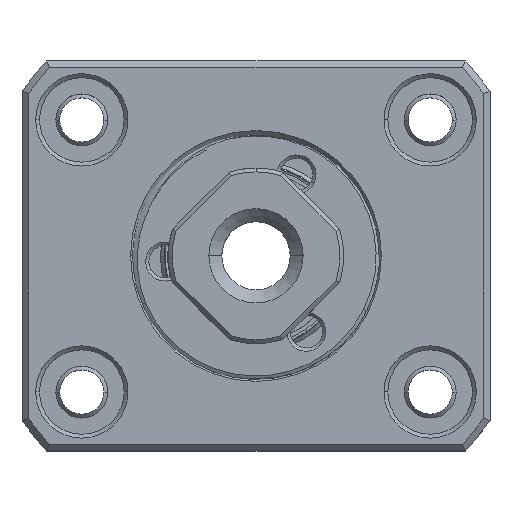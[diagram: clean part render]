
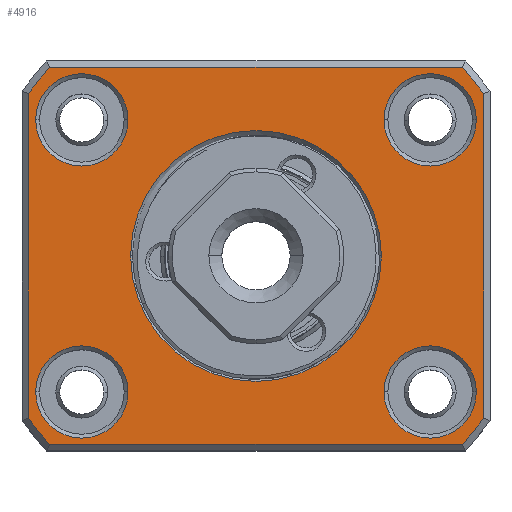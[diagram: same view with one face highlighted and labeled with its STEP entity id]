
A CAD part, top view. The second image highlights one B-rep face of the part: STEP entity #4916.
In plain terms, the highlighted planar face has unit normal (0, 0, 1).
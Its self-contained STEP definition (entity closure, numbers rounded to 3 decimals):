
#4074=CARTESIAN_POINT('',(-16.946,10.466,-0.));
#4075=VERTEX_POINT('',#4074);
#4082=CARTESIAN_POINT('',(-9.846,10.466,-0.));
#4083=VERTEX_POINT('',#4082);
#4084=CARTESIAN_POINT('',(-13.396,10.466,0.));
#4085=DIRECTION('',(0.,0.,-1.));
#4086=DIRECTION('',(1.,0.,0.));
#4087=AXIS2_PLACEMENT_3D('',#4084,#4085,#4086);
#4088=CIRCLE('',#4087,3.55);
#4089=EDGE_CURVE('',#4083,#4075,#4088,.T.);
#4148=CARTESIAN_POINT('',(-16.946,-10.466,-0.));
#4149=VERTEX_POINT('',#4148);
#4156=CARTESIAN_POINT('',(-9.846,-10.466,-0.));
#4157=VERTEX_POINT('',#4156);
#4158=CARTESIAN_POINT('',(-13.396,-10.466,0.));
#4159=DIRECTION('',(0.,0.,-1.));
#4160=DIRECTION('',(1.,0.,0.));
#4161=AXIS2_PLACEMENT_3D('',#4158,#4159,#4160);
#4162=CIRCLE('',#4161,3.55);
#4163=EDGE_CURVE('',#4157,#4149,#4162,.T.);
#4222=CARTESIAN_POINT('',(9.846,-10.466,-0.));
#4223=VERTEX_POINT('',#4222);
#4230=CARTESIAN_POINT('',(16.946,-10.466,-0.));
#4231=VERTEX_POINT('',#4230);
#4232=CARTESIAN_POINT('',(13.396,-10.466,0.));
#4233=DIRECTION('',(0.,0.,-1.));
#4234=DIRECTION('',(1.,0.,0.));
#4235=AXIS2_PLACEMENT_3D('',#4232,#4233,#4234);
#4236=CIRCLE('',#4235,3.55);
#4237=EDGE_CURVE('',#4231,#4223,#4236,.T.);
#4296=CARTESIAN_POINT('',(9.846,10.466,-0.));
#4297=VERTEX_POINT('',#4296);
#4304=CARTESIAN_POINT('',(16.946,10.466,-0.));
#4305=VERTEX_POINT('',#4304);
#4306=CARTESIAN_POINT('',(13.396,10.466,0.));
#4307=DIRECTION('',(0.,0.,-1.));
#4308=DIRECTION('',(1.,0.,0.));
#4309=AXIS2_PLACEMENT_3D('',#4306,#4307,#4308);
#4310=CIRCLE('',#4309,3.55);
#4311=EDGE_CURVE('',#4305,#4297,#4310,.T.);
#4396=CARTESIAN_POINT('',(-9.65,-0.,-0.));
#4397=VERTEX_POINT('',#4396);
#4404=CARTESIAN_POINT('',(9.65,0.,-0.));
#4405=VERTEX_POINT('',#4404);
#4406=CARTESIAN_POINT('',(0.,0.,0.));
#4407=DIRECTION('',(0.,0.,-1.));
#4408=DIRECTION('',(1.,0.,0.));
#4409=AXIS2_PLACEMENT_3D('',#4406,#4407,#4408);
#4410=CIRCLE('',#4409,9.65);
#4411=EDGE_CURVE('',#4405,#4397,#4410,.T.);
#4523=CARTESIAN_POINT('',(0.,0.,0.));
#4524=DIRECTION('',(0.,0.,-1.));
#4525=DIRECTION('',(1.,0.,0.));
#4526=AXIS2_PLACEMENT_3D('',#4523,#4524,#4525);
#4527=CIRCLE('',#4526,9.65);
#4528=EDGE_CURVE('',#4397,#4405,#4527,.T.);
#4595=CARTESIAN_POINT('',(13.396,10.466,0.));
#4596=DIRECTION('',(0.,0.,-1.));
#4597=DIRECTION('',(1.,0.,0.));
#4598=AXIS2_PLACEMENT_3D('',#4595,#4596,#4597);
#4599=CIRCLE('',#4598,3.55);
#4600=EDGE_CURVE('',#4297,#4305,#4599,.T.);
#4667=CARTESIAN_POINT('',(13.396,-10.466,0.));
#4668=DIRECTION('',(0.,0.,-1.));
#4669=DIRECTION('',(1.,0.,0.));
#4670=AXIS2_PLACEMENT_3D('',#4667,#4668,#4669);
#4671=CIRCLE('',#4670,3.55);
#4672=EDGE_CURVE('',#4223,#4231,#4671,.T.);
#4739=CARTESIAN_POINT('',(-13.396,-10.466,0.));
#4740=DIRECTION('',(0.,0.,-1.));
#4741=DIRECTION('',(1.,0.,0.));
#4742=AXIS2_PLACEMENT_3D('',#4739,#4740,#4741);
#4743=CIRCLE('',#4742,3.55);
#4744=EDGE_CURVE('',#4149,#4157,#4743,.T.);
#4811=CARTESIAN_POINT('',(-13.396,10.466,0.));
#4812=DIRECTION('',(0.,0.,-1.));
#4813=DIRECTION('',(1.,0.,0.));
#4814=AXIS2_PLACEMENT_3D('',#4811,#4812,#4813);
#4815=CIRCLE('',#4814,3.55);
#4816=EDGE_CURVE('',#4075,#4083,#4815,.T.);
#4821=CARTESIAN_POINT('',(9.,0.,0.));
#4822=DIRECTION('',(0.,0.,1.));
#4823=DIRECTION('',(1.,0.,0.));
#4824=AXIS2_PLACEMENT_3D('',#4821,#4822,#4823);
#4825=PLANE('',#4824);
#4826=ORIENTED_EDGE('',*,*,#4089,.T.);
#4827=ORIENTED_EDGE('',*,*,#4816,.T.);
#4828=EDGE_LOOP('',(#4826,#4827));
#4829=FACE_BOUND('',#4828,.T.);
#4830=ORIENTED_EDGE('',*,*,#4163,.T.);
#4831=ORIENTED_EDGE('',*,*,#4744,.T.);
#4832=EDGE_LOOP('',(#4830,#4831));
#4833=FACE_BOUND('',#4832,.T.);
#4834=ORIENTED_EDGE('',*,*,#4237,.T.);
#4835=ORIENTED_EDGE('',*,*,#4672,.T.);
#4836=EDGE_LOOP('',(#4834,#4835));
#4837=FACE_BOUND('',#4836,.T.);
#4838=ORIENTED_EDGE('',*,*,#4311,.T.);
#4839=ORIENTED_EDGE('',*,*,#4600,.T.);
#4840=EDGE_LOOP('',(#4838,#4839));
#4841=FACE_BOUND('',#4840,.T.);
#4842=ORIENTED_EDGE('',*,*,#4411,.T.);
#4843=ORIENTED_EDGE('',*,*,#4528,.T.);
#4844=EDGE_LOOP('',(#4842,#4843));
#4845=FACE_BOUND('',#4844,.T.);
#4846=CARTESIAN_POINT('',(15.875,14.5,0.));
#4847=VERTEX_POINT('',#4846);
#4848=CARTESIAN_POINT('',(-15.875,14.5,0.));
#4849=VERTEX_POINT('',#4848);
#4850=CARTESIAN_POINT('',(15.875,14.5,0.));
#4851=DIRECTION('',(-1.,0.,0.));
#4852=VECTOR('',#4851,31.749);
#4853=LINE('',#4850,#4852);
#4854=EDGE_CURVE('',#4847,#4849,#4853,.T.);
#4855=ORIENTED_EDGE('',*,*,#4854,.T.);
#4856=CARTESIAN_POINT('',(-17.5,12.49,0.));
#4857=VERTEX_POINT('',#4856);
#4858=CARTESIAN_POINT('',(0.,0.,0.));
#4859=DIRECTION('',(0.,0.,1.));
#4860=DIRECTION('',(1.,0.,0.));
#4861=AXIS2_PLACEMENT_3D('',#4858,#4859,#4860);
#4862=CIRCLE('',#4861,21.5);
#4863=EDGE_CURVE('',#4849,#4857,#4862,.T.);
#4864=ORIENTED_EDGE('',*,*,#4863,.T.);
#4865=CARTESIAN_POINT('',(-17.5,-12.49,0.));
#4866=VERTEX_POINT('',#4865);
#4867=CARTESIAN_POINT('',(-17.5,12.49,0.));
#4868=DIRECTION('',(0.,-1.,0.));
#4869=VECTOR('',#4868,24.98);
#4870=LINE('',#4867,#4869);
#4871=EDGE_CURVE('',#4857,#4866,#4870,.T.);
#4872=ORIENTED_EDGE('',*,*,#4871,.T.);
#4873=CARTESIAN_POINT('',(-15.875,-14.5,0.));
#4874=VERTEX_POINT('',#4873);
#4875=CARTESIAN_POINT('',(0.,0.,0.));
#4876=DIRECTION('',(0.,0.,1.));
#4877=DIRECTION('',(1.,0.,0.));
#4878=AXIS2_PLACEMENT_3D('',#4875,#4876,#4877);
#4879=CIRCLE('',#4878,21.5);
#4880=EDGE_CURVE('',#4866,#4874,#4879,.T.);
#4881=ORIENTED_EDGE('',*,*,#4880,.T.);
#4882=CARTESIAN_POINT('',(15.875,-14.5,0.));
#4883=VERTEX_POINT('',#4882);
#4884=CARTESIAN_POINT('',(-15.875,-14.5,0.));
#4885=DIRECTION('',(1.,0.,-0.));
#4886=VECTOR('',#4885,31.749);
#4887=LINE('',#4884,#4886);
#4888=EDGE_CURVE('',#4874,#4883,#4887,.T.);
#4889=ORIENTED_EDGE('',*,*,#4888,.T.);
#4890=CARTESIAN_POINT('',(17.5,-12.49,0.));
#4891=VERTEX_POINT('',#4890);
#4892=CARTESIAN_POINT('',(0.,0.,0.));
#4893=DIRECTION('',(0.,0.,1.));
#4894=DIRECTION('',(1.,0.,0.));
#4895=AXIS2_PLACEMENT_3D('',#4892,#4893,#4894);
#4896=CIRCLE('',#4895,21.5);
#4897=EDGE_CURVE('',#4883,#4891,#4896,.T.);
#4898=ORIENTED_EDGE('',*,*,#4897,.T.);
#4899=CARTESIAN_POINT('',(17.5,12.49,0.));
#4900=VERTEX_POINT('',#4899);
#4901=CARTESIAN_POINT('',(17.5,-12.49,0.));
#4902=DIRECTION('',(0.,1.,0.));
#4903=VECTOR('',#4902,24.98);
#4904=LINE('',#4901,#4903);
#4905=EDGE_CURVE('',#4891,#4900,#4904,.T.);
#4906=ORIENTED_EDGE('',*,*,#4905,.T.);
#4907=CARTESIAN_POINT('',(0.,0.,0.));
#4908=DIRECTION('',(0.,0.,1.));
#4909=DIRECTION('',(1.,0.,0.));
#4910=AXIS2_PLACEMENT_3D('',#4907,#4908,#4909);
#4911=CIRCLE('',#4910,21.5);
#4912=EDGE_CURVE('',#4900,#4847,#4911,.T.);
#4913=ORIENTED_EDGE('',*,*,#4912,.T.);
#4914=EDGE_LOOP('',(#4855,#4864,#4872,#4881,#4889,#4898,#4906,#4913));
#4915=FACE_BOUND('',#4914,.T.);
#4916=ADVANCED_FACE('NONE',(#4829,#4833,#4837,#4841,#4845,#4915),#4825,.T.);
